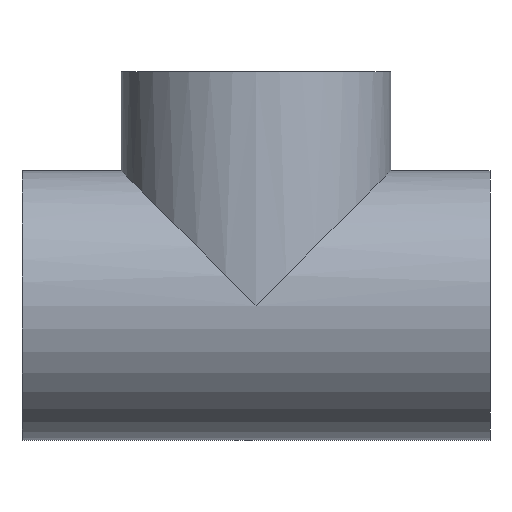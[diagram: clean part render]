
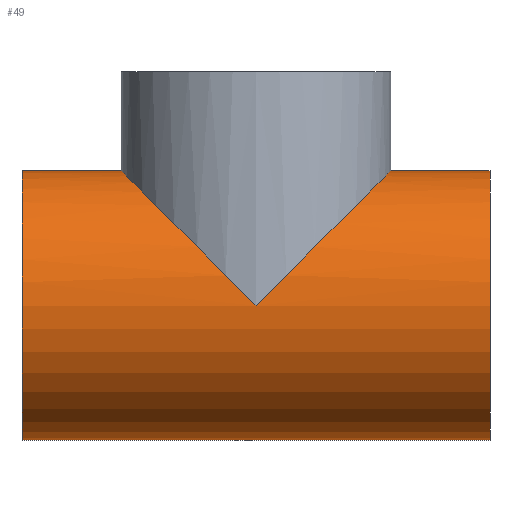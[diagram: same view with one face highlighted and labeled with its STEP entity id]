
A CAD part, front view. The second image highlights one B-rep face of the part: STEP entity #49.
In plain terms, the highlighted cylindrical face has radius 26.5 mm (diameter 53 mm), a full revolution.
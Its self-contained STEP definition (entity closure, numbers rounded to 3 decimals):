
#49 = ADVANCED_FACE( '', ( #104, #105, #106 ), #107, .T. );
#104 = FACE_OUTER_BOUND( '', #165, .T. );
#105 = FACE_OUTER_BOUND( '', #166, .T. );
#106 = FACE_BOUND( '', #167, .T. );
#107 = CYLINDRICAL_SURFACE( '', #168, 26.5 );
#165 = EDGE_LOOP( '', ( #233 ) );
#166 = EDGE_LOOP( '', ( #234 ) );
#167 = EDGE_LOOP( '', ( #235, #236 ) );
#168 = AXIS2_PLACEMENT_3D( '', #237, #238, #239 );
#233 = ORIENTED_EDGE( '', *, *, #287, .T. );
#234 = ORIENTED_EDGE( '', *, *, #284, .F. );
#235 = ORIENTED_EDGE( '', *, *, #297, .F. );
#236 = ORIENTED_EDGE( '', *, *, #298, .F. );
#237 = CARTESIAN_POINT( '', ( 22., 0., 0. ) );
#238 = DIRECTION( '', ( 1., 0., 0. ) );
#239 = DIRECTION( '', ( 0., 0., 1. ) );
#284 = EDGE_CURVE( '', #316, #316, #317, .T. );
#287 = EDGE_CURVE( '', #321, #321, #322, .T. );
#297 = EDGE_CURVE( '', #337, #338, #339, .F. );
#298 = EDGE_CURVE( '', #338, #337, #340, .T. );
#316 = VERTEX_POINT( '', #361 );
#317 = CIRCLE( '', #362, 26.5 );
#321 = VERTEX_POINT( '', #366 );
#322 = CIRCLE( '', #367, 26.5 );
#337 = VERTEX_POINT( '', #382 );
#338 = VERTEX_POINT( '', #383 );
#339 = ELLIPSE( '', #384, 37.477, 26.5 );
#340 = ELLIPSE( '', #385, 37.477, 26.5 );
#361 = CARTESIAN_POINT( '', ( 22., 26.5, 0. ) );
#362 = AXIS2_PLACEMENT_3D( '', #407, #408, #409 );
#366 = CARTESIAN_POINT( '', ( -70., 26.5, 0. ) );
#367 = AXIS2_PLACEMENT_3D( '', #413, #414, #415 );
#382 = CARTESIAN_POINT( '', ( -24., 26.5, 0. ) );
#383 = CARTESIAN_POINT( '', ( -24., -26.5, 0. ) );
#384 = AXIS2_PLACEMENT_3D( '', #431, #432, #433 );
#385 = AXIS2_PLACEMENT_3D( '', #434, #435, #436 );
#407 = CARTESIAN_POINT( '', ( 22., 0., 0. ) );
#408 = DIRECTION( '', ( 1., 0., 0. ) );
#409 = DIRECTION( '', ( 0., 1., 0. ) );
#413 = CARTESIAN_POINT( '', ( -70., 0., 0. ) );
#414 = DIRECTION( '', ( 1., 0., 0. ) );
#415 = DIRECTION( '', ( 0., 1., 0. ) );
#431 = CARTESIAN_POINT( '', ( -24., 0., 0. ) );
#432 = DIRECTION( '', ( -0.707, 0., -0.707 ) );
#433 = DIRECTION( '', ( -0.707, 0., 0.707 ) );
#434 = CARTESIAN_POINT( '', ( -24., 0., 0. ) );
#435 = DIRECTION( '', ( -0.707, 0., 0.707 ) );
#436 = DIRECTION( '', ( -0.707, 0., -0.707 ) );
